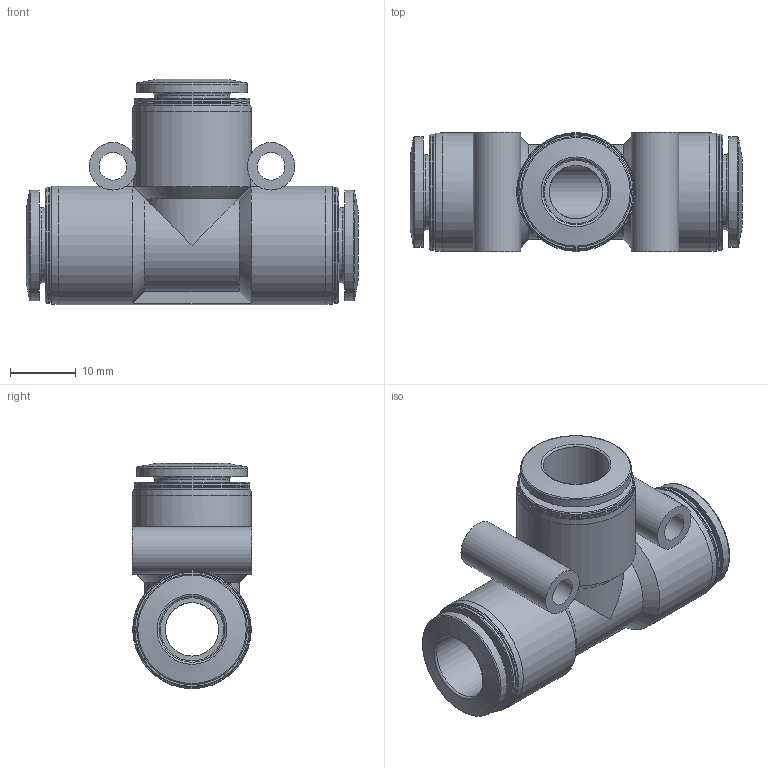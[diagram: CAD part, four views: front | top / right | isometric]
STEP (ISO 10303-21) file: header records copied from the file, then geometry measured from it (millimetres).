
FILE_DESCRIPTION(/* description */ ('STEP AP214'),/* implementation_level */ '2;1');
FILE_NAME(/* name */ '130805_QST-10-50',/* time_stamp */ '2024-09-14T16:29:39+02:00',/* author */ ('License CC BY-ND 4.0'),/* organization */ ('CADENAS'),/* preprocessor_version */ 'ST-DEVELOPER v19.3',/* originating_system */ 'PARTsolutions',/* authorisation */ ' ');
FILE_SCHEMA (('AUTOMOTIVE_DESIGN {1 0 10303 214 3 1 1}'));
Length unit declared in the file: millimetre
Products named in the file (1): 130805 QST-10-50
Bounding box: 50.4 x 18.2 x 34.2 mm (x, y, z)
Volume: 10943.9 mm3; surface area: 8207 mm2
Topology: 1 solids, 1 shells, 82 faces, 175 edges, 107 vertices
Faces by surface type: cylinder 27, plane 22, cone 21, torus 12
Full cylindrical faces by diameter (mm): 4.2 x2, 7.2 x2, 8.1 x2, 10 x3, 11.4 x3, 16.8 x3, 17.6 x6, 18 x2
Entity records: 2631 total; most frequent: CARTESIAN_POINT 412, DIRECTION 360, ORIENTED_EDGE 246, AXIS2_PLACEMENT_3D 170, EDGE_LOOP 152, FACE_BOUND 152, EDGE_CURVE 123, VERTEX_POINT 105
